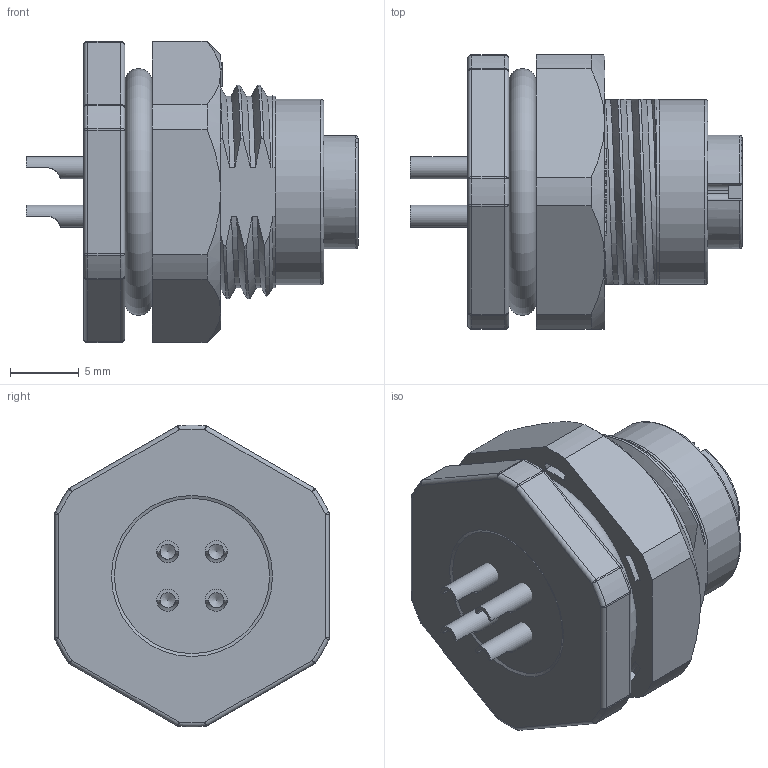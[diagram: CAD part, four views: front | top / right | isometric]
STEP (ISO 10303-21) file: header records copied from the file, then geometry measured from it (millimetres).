
FILE_DESCRIPTION(/* description */ ('Unknown'),/* implementation_level */ '2;1');
FILE_NAME(/* name */ '643120100404',/* time_stamp */ '2022-09-16T15:26:13+02:00',/* author */ ('Unknown'),/* organization */ ('Unknown'),/* preprocessor_version */ 'ST-DEVELOPER v16.7',/* originating_system */ 'Solid Edge',/* authorisation */ 'Unknown');
FILE_SCHEMA (('AUTOMOTIVE_DESIGN {1 0 10303 214 3 1 1}'));
Length unit declared in the file: millimetre
Products named in the file (8): 6431201004xx; 643120100404; 643xx01004xx_Mating O-Ring; 6431201004xx_Shell; 6431201004xx_Pin; 6431201004xx_Resin; 643xx01004xx_Panel O-Ring; 643xx01004xx_Panel Nut
Assembly tree (10 placements, depth 2):
  6431201004xx
    643120100404
    643xx01004xx_Mating O-Ring
    6431201004xx_Shell
    6431201004xx_Pin  x4
    6431201004xx_Resin
    643xx01004xx_Panel O-Ring
    643xx01004xx_Panel Nut
Bounding box: 24.2 x 20 x 21.99 mm (x, y, z)
Volume: 4007.2 mm3; surface area: 5639.7 mm2
Topology: 10 solids, 10 shells, 685 faces, 1732 edges, 1108 vertices
Faces by surface type: plane 356, cylinder 188, cone 51, torus 34, bspline 32, sphere 24
Full cylindrical faces by diameter (mm): 1.05 x4, 1.1 x4, 1.2 x4, 1.3 x4, 1.6 x12, 1.66 x16, 1.7 x4, 1.8 x16, 1.9 x8, 8.3 x1, 8.74 x4, 9.14 x2, 10.58 x1, 10.6 x1, 12 x7, 13.5 x1, 16 x3
Entity records: 29176 total; most frequent: CARTESIAN_POINT 16535, ORIENTED_EDGE 2574, DIRECTION 2469, EDGE_CURVE 1287, VERTEX_POINT 865, AXIS2_PLACEMENT_3D 831, LINE 807, VECTOR 807
